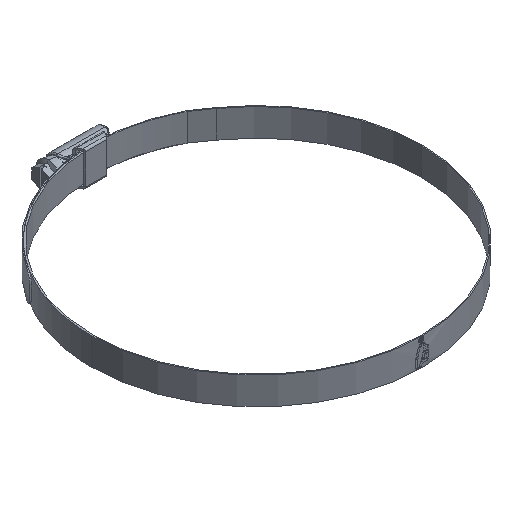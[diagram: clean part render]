
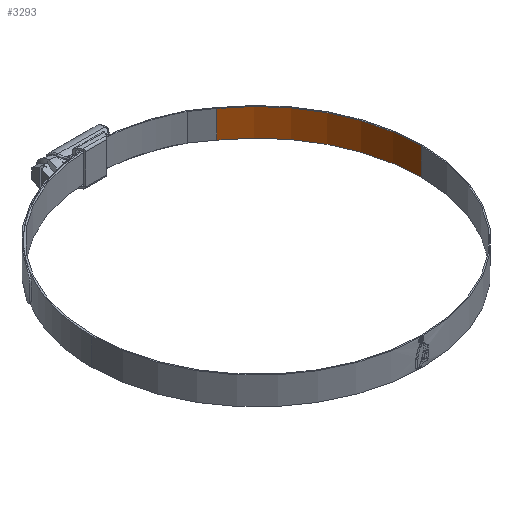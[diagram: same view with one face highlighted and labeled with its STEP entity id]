
A CAD part, isometric view. The second image highlights one B-rep face of the part: STEP entity #3293.
In plain terms, the highlighted cylindrical face has radius 76 mm (diameter 152 mm), a partial arc.
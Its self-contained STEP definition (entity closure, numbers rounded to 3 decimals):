
#419 = VERTEX_POINT ( 'NONE', #1001 ) ;
#452 = ORIENTED_EDGE ( 'NONE', *, *, #7269, .T. ) ;
#599 = EDGE_CURVE ( 'NONE', #3581, #419, #3146, .T. ) ;
#643 = CARTESIAN_POINT ( 'NONE',  ( 0., 0., 6.35 ) ) ;
#678 = CARTESIAN_POINT ( 'NONE',  ( 43.592, 62.256, -6.35 ) ) ;
#862 = CARTESIAN_POINT ( 'NONE',  ( 0., 0., -6.35 ) ) ;
#1001 = CARTESIAN_POINT ( 'NONE',  ( 43.592, 62.256, 6.35 ) ) ;
#2121 = LINE ( 'NONE', #6206, #3674 ) ;
#2246 = LINE ( 'NONE', #2278, #6778 ) ;
#2278 = CARTESIAN_POINT ( 'NONE',  ( 43.592, 62.256, 6.35 ) ) ;
#2296 = VERTEX_POINT ( 'NONE', #6876 ) ;
#2995 = DIRECTION ( 'NONE',  ( 0., 0., -1. ) ) ;
#3025 = CARTESIAN_POINT ( 'NONE',  ( 0., 0., 6.35 ) ) ;
#3146 = CIRCLE ( 'NONE', #7480, 76. ) ;
#3293 = ADVANCED_FACE ( 'NONE', ( #7222 ), #6729, .F. ) ;
#3455 = ORIENTED_EDGE ( 'NONE', *, *, #599, .T. ) ;
#3581 = VERTEX_POINT ( 'NONE', #6366 ) ;
#3674 = VECTOR ( 'NONE', #5148, 1000. ) ;
#3829 = DIRECTION ( 'NONE',  ( 1., 0., 0. ) ) ;
#3972 = EDGE_LOOP ( 'NONE', ( #6492, #3455, #452, #5771 ) ) ;
#4027 = AXIS2_PLACEMENT_3D ( 'NONE', #643, #2995, #5994 ) ;
#4089 = DIRECTION ( 'NONE',  ( 0., 0., -1. ) ) ;
#4660 = CIRCLE ( 'NONE', #6652, 76. ) ;
#4709 = EDGE_CURVE ( 'NONE', #3581, #2296, #2121, .T. ) ;
#4723 = EDGE_CURVE ( 'NONE', #2296, #6116, #4660, .T. ) ;
#5001 = DIRECTION ( 'NONE',  ( 0., 0., 1. ) ) ;
#5148 = DIRECTION ( 'NONE',  ( 0., 0., -1. ) ) ;
#5240 = DIRECTION ( 'NONE',  ( 1., 0., 0. ) ) ;
#5771 = ORIENTED_EDGE ( 'NONE', *, *, #4723, .F. ) ;
#5994 = DIRECTION ( 'NONE',  ( -1., 0., 0. ) ) ;
#6116 = VERTEX_POINT ( 'NONE', #678 ) ;
#6206 = CARTESIAN_POINT ( 'NONE',  ( 76., 0., 6.35 ) ) ;
#6366 = CARTESIAN_POINT ( 'NONE',  ( 76., 0., 6.35 ) ) ;
#6492 = ORIENTED_EDGE ( 'NONE', *, *, #4709, .F. ) ;
#6652 = AXIS2_PLACEMENT_3D ( 'NONE', #862, #5001, #3829 ) ;
#6729 = CYLINDRICAL_SURFACE ( 'NONE', #4027, 76. ) ;
#6778 = VECTOR ( 'NONE', #4089, 1000. ) ;
#6876 = CARTESIAN_POINT ( 'NONE',  ( 76., 0., -6.35 ) ) ;
#7050 = DIRECTION ( 'NONE',  ( 0., 0., 1. ) ) ;
#7222 = FACE_OUTER_BOUND ( 'NONE', #3972, .T. ) ;
#7269 = EDGE_CURVE ( 'NONE', #419, #6116, #2246, .T. ) ;
#7480 = AXIS2_PLACEMENT_3D ( 'NONE', #3025, #7050, #5240 ) ;
